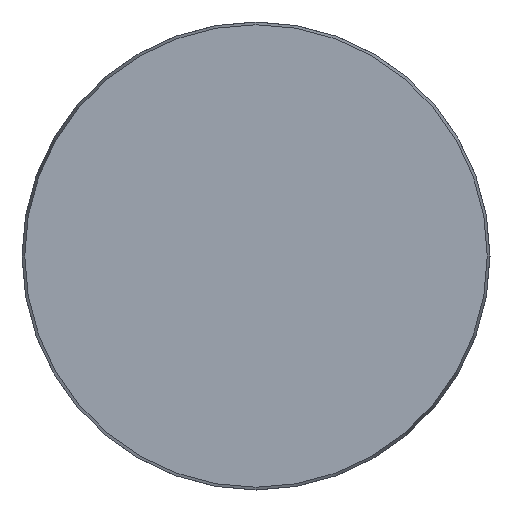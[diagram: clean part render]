
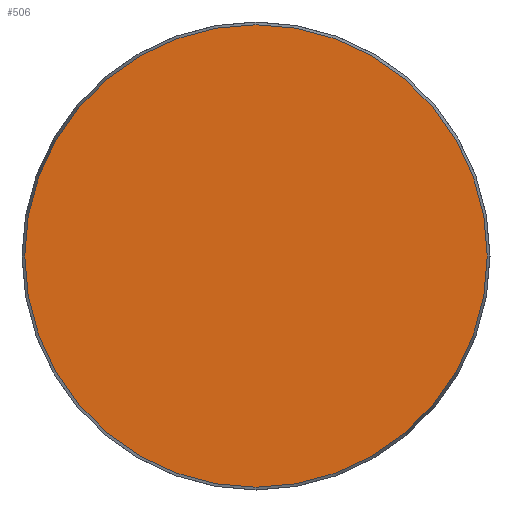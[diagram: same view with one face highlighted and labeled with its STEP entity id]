
A CAD part, front view. The second image highlights one B-rep face of the part: STEP entity #506.
In plain terms, the highlighted planar face has unit normal (0, -1, 0).
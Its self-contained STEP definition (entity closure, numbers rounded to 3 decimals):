
#48 = EDGE_LOOP ( 'NONE', ( #513 ) ) ;
#68 = AXIS2_PLACEMENT_3D ( 'NONE', #156, #101, #540 ) ;
#101 = DIRECTION ( 'NONE',  ( 0., 1., 0. ) ) ;
#156 = CARTESIAN_POINT ( 'NONE',  ( -48.425, 0., 0. ) ) ;
#195 = CIRCLE ( 'NONE', #552, 48.425 ) ;
#231 = CARTESIAN_POINT ( 'NONE',  ( 0., 0., -48.425 ) ) ;
#312 = FACE_OUTER_BOUND ( 'NONE', #48, .T. ) ;
#333 = EDGE_CURVE ( 'NONE', #618, #618, #195, .T. ) ;
#409 = CARTESIAN_POINT ( 'NONE',  ( 0., 0., 0. ) ) ;
#506 = ADVANCED_FACE ( 'NONE', ( #312 ), #545, .F. ) ;
#513 = ORIENTED_EDGE ( 'NONE', *, *, #333, .T. ) ;
#540 = DIRECTION ( 'NONE',  ( 0., 0., 1. ) ) ;
#545 = PLANE ( 'NONE',  #68 ) ;
#552 = AXIS2_PLACEMENT_3D ( 'NONE', #409, #569, #628 ) ;
#569 = DIRECTION ( 'NONE',  ( 0., -1., 0. ) ) ;
#618 = VERTEX_POINT ( 'NONE', #231 ) ;
#628 = DIRECTION ( 'NONE',  ( 0., 0., -1. ) ) ;
